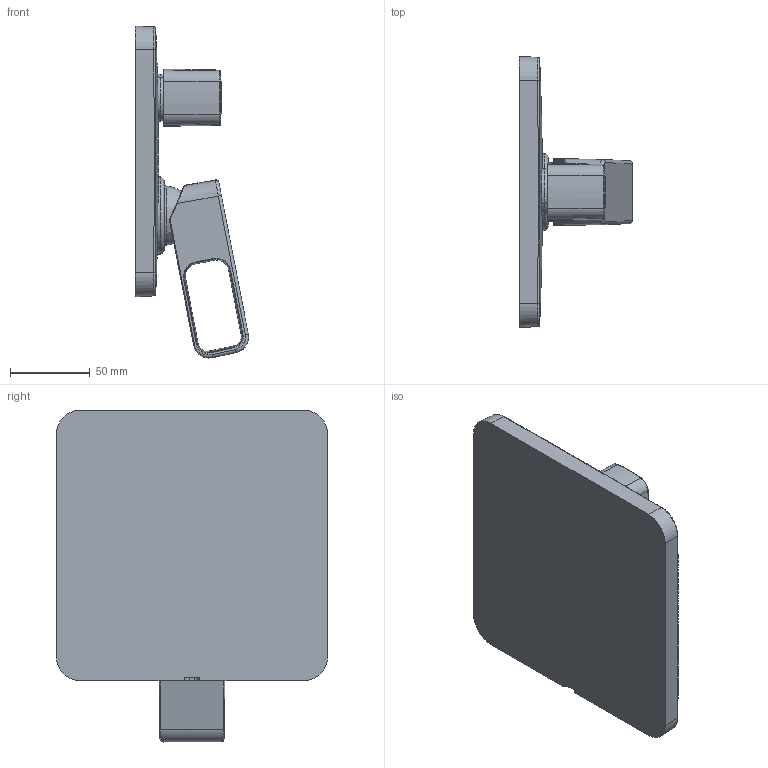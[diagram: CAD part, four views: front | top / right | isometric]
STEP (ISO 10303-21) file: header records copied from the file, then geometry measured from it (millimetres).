
FILE_DESCRIPTION(('CAx-IF Rec.Pracs.---Model Styling and Organization---1.2---2011-12-15','CAx-IF Rec.Pracs.---Geometric and Assembly Validation Properties---4.1---2014-06-16','CAx-IF Rec.Pracs.---PMI Polyline Presentation---2.0---2013-05-24'),'2;1');
FILE_NAME('1000150050_PPR_000.stp','2021-01-12T13:04:02+01:00',(''),(''),'STEP Interface 4.3 by CT CoreTechnologie','3D_Evolution4.3 by CT CoreTechnologie','');
FILE_SCHEMA(('AP203_CONFIGURATION_CONTROLLED_3D_DESIGN_OF_MECHANICAL_PARTS_AND_ASSEMBLIES_MIM_LF'));
Length unit declared in the file: millimetre
Products named in the file (7): P_2 AX Urquiola Wannenmischer UP F-Set 1000150050_PPR_000_A0; P_2 Zugknopf WUPM AX Urquiola 1000150049_PPA_000_A0; Griffstopfen 1000005416_PPA_000_A1; P_2 Rosette_UPT-AUV-FS_AX_Urquiola 1000085191_PPA_000_A0; P_2 Griff WAPM Urquiola 1000085196_PPA_000_A0; P_2 Huelse fuer Mischsyst. Landhaus L=25 1000133029_PPA_000_A0; P_2 Umstellerhuelse geschr.WUP KUS 1000085976_PPA_000_A0
Assembly tree (6 placements, depth 2):
  P_2 AX Urquiola Wannenmischer UP F-Set 1000150050_PPR_000_A0
    P_2 Zugknopf WUPM AX Urquiola 1000150049_PPA_000_A0
    Griffstopfen 1000005416_PPA_000_A1
    P_2 Rosette_UPT-AUV-FS_AX_Urquiola 1000085191_PPA_000_A0
    P_2 Griff WAPM Urquiola 1000085196_PPA_000_A0
    P_2 Huelse fuer Mischsyst. Landhaus L=25 1000133029_PPA_000_A0
    P_2 Umstellerhuelse geschr.WUP KUS 1000085976_PPA_000_A0
Bounding box: 71.05 x 170 x 208.41 mm (x, y, z)
Volume: 548857.2 mm3; surface area: 102396.7 mm2
Topology: 6 solids, 6 shells, 174 faces, 393 edges, 230 vertices
Faces by surface type: bspline 111, cylinder 32, plane 31
Entity records: 15868 total; most frequent: CARTESIAN_POINT 9610, ORIENTED_EDGE 776, DIRECTION 753, EDGE_CURVE 388, AXIS2_PLACEMENT_3D 318, CIRCLE 249, VERTEX_POINT 230, EDGE_LOOP 178
